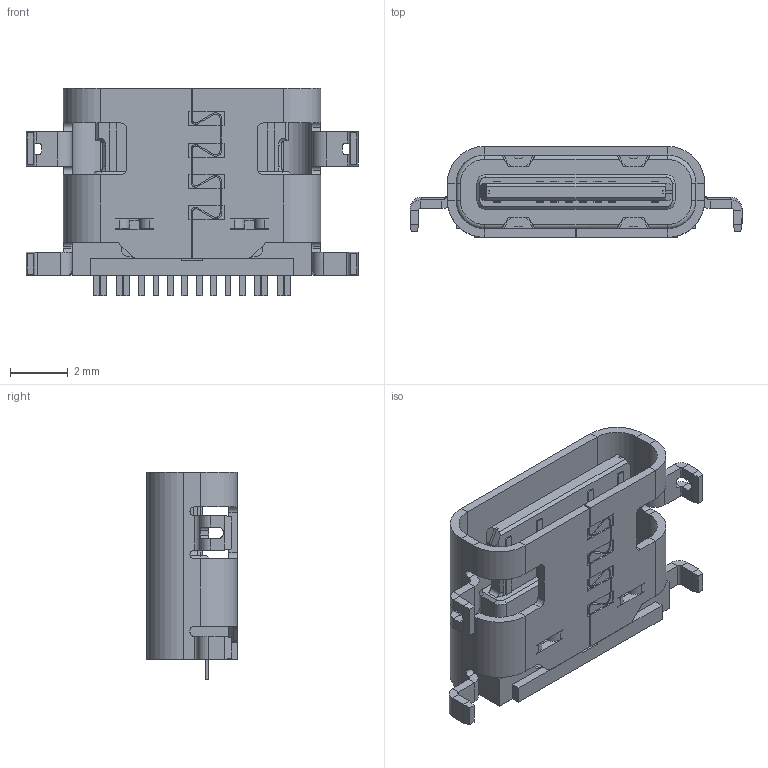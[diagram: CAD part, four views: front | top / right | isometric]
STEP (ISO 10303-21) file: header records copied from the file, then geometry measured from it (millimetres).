
FILE_DESCRIPTION (( 'STEP AP214' ), '1' );
FILE_NAME ('USB4505-03-0-A.STEP', '2021-11-03T12:27:42', ( '' ), ( '' ), 'SwSTEP 2.0', 'SolidWorks 2017', '' );
FILE_SCHEMA (( 'AUTOMOTIVE_DESIGN' ));
Length unit declared in the file: millimetre
Products named in the file (2): USB4505-03-0-A
Assembly tree (1 placements, depth 2):
  USB4505-03-0-A
    USB4505-03-0-A
Bounding box: 11.54 x 3.16 x 7.2 mm (x, y, z)
Volume: 100.9 mm3; surface area: 471.4 mm2
Topology: 36 solids, 36 shells, 774 faces, 1944 edges, 1230 vertices
Faces by surface type: plane 584, cylinder 164, cone 22, torus 4
Entity records: 23175 total; most frequent: CARTESIAN_POINT 4049, ORIENTED_EDGE 3888, DIRECTION 3811, EDGE_CURVE 1944, LINE 1579, VECTOR 1579, VERTEX_POINT 1230, AXIS2_PLACEMENT_3D 1116
